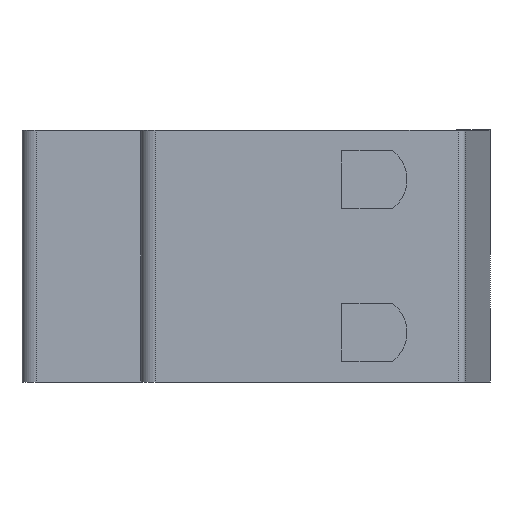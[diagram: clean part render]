
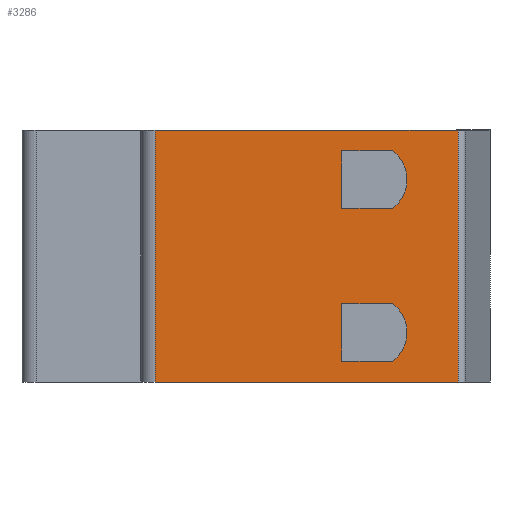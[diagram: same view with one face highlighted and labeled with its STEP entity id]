
A CAD part, left-side view. The second image highlights one B-rep face of the part: STEP entity #3286.
In plain terms, the highlighted planar face has unit normal (-1, 0, 0).
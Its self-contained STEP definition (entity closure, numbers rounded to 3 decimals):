
#28 = VECTOR ( 'NONE', #723, 1000. ) ;
#68 = VERTEX_POINT ( 'NONE', #1261 ) ;
#92 = ORIENTED_EDGE ( 'NONE', *, *, #626, .T. ) ;
#151 = DIRECTION ( 'NONE',  ( 0., 1., 0. ) ) ;
#181 = LINE ( 'NONE', #853, #3118 ) ;
#237 = VECTOR ( 'NONE', #1929, 1000. ) ;
#269 = VERTEX_POINT ( 'NONE', #2009 ) ;
#467 = CIRCLE ( 'NONE', #1063, 5. ) ;
#479 = CARTESIAN_POINT ( 'NONE',  ( -42.5, -0.577, 14.6 ) ) ;
#484 = LINE ( 'NONE', #1933, #3043 ) ;
#511 = DIRECTION ( 'NONE',  ( 0., 0., 1. ) ) ;
#535 = EDGE_CURVE ( 'NONE', #68, #1226, #484, .T. ) ;
#549 = VERTEX_POINT ( 'NONE', #2323 ) ;
#597 = EDGE_CURVE ( 'NONE', #3398, #1754, #181, .T. ) ;
#626 = EDGE_CURVE ( 'NONE', #269, #2153, #3104, .T. ) ;
#723 = DIRECTION ( 'NONE',  ( 0., 1., 0. ) ) ;
#744 = CARTESIAN_POINT ( 'NONE',  ( -42.5, -0.577, 6.6 ) ) ;
#768 = CIRCLE ( 'NONE', #2910, 5. ) ;
#835 = LINE ( 'NONE', #2358, #4167 ) ;
#853 = CARTESIAN_POINT ( 'NONE',  ( -42.5, -0.577, -17.5 ) ) ;
#944 = CARTESIAN_POINT ( 'NONE',  ( -42.5, -0.577, -17.5 ) ) ;
#1042 = EDGE_CURVE ( 'NONE', #2153, #1091, #4062, .T. ) ;
#1049 = VERTEX_POINT ( 'NONE', #4200 ) ;
#1063 = AXIS2_PLACEMENT_3D ( 'NONE', #2749, #3457, #4138 ) ;
#1091 = VERTEX_POINT ( 'NONE', #3854 ) ;
#1093 = PLANE ( 'NONE',  #3587 ) ;
#1202 = DIRECTION ( 'NONE',  ( 0., 0., 1. ) ) ;
#1220 = ORIENTED_EDGE ( 'NONE', *, *, #2318, .T. ) ;
#1226 = VERTEX_POINT ( 'NONE', #1409 ) ;
#1261 = CARTESIAN_POINT ( 'NONE',  ( -42.5, 8.53, -14.6 ) ) ;
#1304 = EDGE_CURVE ( 'NONE', #2936, #3398, #2976, .T. ) ;
#1308 = DIRECTION ( 'NONE',  ( 0., -1., 0. ) ) ;
#1387 = LINE ( 'NONE', #944, #1836 ) ;
#1403 = DIRECTION ( 'NONE',  ( 0., -1., 0. ) ) ;
#1409 = CARTESIAN_POINT ( 'NONE',  ( -42.5, 15.6, -14.6 ) ) ;
#1411 = CARTESIAN_POINT ( 'NONE',  ( -42.5, -0.577, 17.5 ) ) ;
#1463 = CARTESIAN_POINT ( 'NONE',  ( -42.5, 11.53, 10.6 ) ) ;
#1503 = DIRECTION ( 'NONE',  ( 0., 0., -1. ) ) ;
#1648 = LINE ( 'NONE', #3111, #1685 ) ;
#1685 = VECTOR ( 'NONE', #4176, 1000. ) ;
#1702 = ORIENTED_EDGE ( 'NONE', *, *, #2718, .T. ) ;
#1754 = VERTEX_POINT ( 'NONE', #3442 ) ;
#1778 = ORIENTED_EDGE ( 'NONE', *, *, #535, .T. ) ;
#1836 = VECTOR ( 'NONE', #3897, 1000. ) ;
#1929 = DIRECTION ( 'NONE',  ( 0., -1., 0. ) ) ;
#1933 = CARTESIAN_POINT ( 'NONE',  ( -42.5, -0.577, -14.6 ) ) ;
#1956 = EDGE_CURVE ( 'NONE', #2936, #2391, #2036, .T. ) ;
#2009 = CARTESIAN_POINT ( 'NONE',  ( -42.5, 15.6, 6.6 ) ) ;
#2036 = LINE ( 'NONE', #3157, #2142 ) ;
#2130 = VECTOR ( 'NONE', #1202, 1000. ) ;
#2142 = VECTOR ( 'NONE', #3842, 1000. ) ;
#2153 = VERTEX_POINT ( 'NONE', #3013 ) ;
#2233 = ORIENTED_EDGE ( 'NONE', *, *, #3202, .T. ) ;
#2261 = DIRECTION ( 'NONE',  ( 1., 0., 0. ) ) ;
#2287 = VECTOR ( 'NONE', #1503, 1000. ) ;
#2318 = EDGE_CURVE ( 'NONE', #1049, #68, #467, .T. ) ;
#2323 = CARTESIAN_POINT ( 'NONE',  ( -42.5, 8.53, 6.6 ) ) ;
#2358 = CARTESIAN_POINT ( 'NONE',  ( -42.5, 15.6, -17.5 ) ) ;
#2391 = VERTEX_POINT ( 'NONE', #1411 ) ;
#2403 = CARTESIAN_POINT ( 'NONE',  ( -42.5, 15.6, -17.5 ) ) ;
#2439 = EDGE_CURVE ( 'NONE', #1091, #549, #768, .T. ) ;
#2471 = VERTEX_POINT ( 'NONE', #2626 ) ;
#2482 = EDGE_LOOP ( 'NONE', ( #2233, #1220, #1778, #4553 ) ) ;
#2517 = FACE_BOUND ( 'NONE', #2482, .T. ) ;
#2626 = CARTESIAN_POINT ( 'NONE',  ( -42.5, 15.6, -6.6 ) ) ;
#2718 = EDGE_CURVE ( 'NONE', #1754, #2391, #1387, .T. ) ;
#2749 = CARTESIAN_POINT ( 'NONE',  ( -42.5, 11.53, -10.6 ) ) ;
#2791 = ORIENTED_EDGE ( 'NONE', *, *, #1304, .T. ) ;
#2874 = DIRECTION ( 'NONE',  ( -1., 0., 0. ) ) ;
#2910 = AXIS2_PLACEMENT_3D ( 'NONE', #1463, #2261, #4289 ) ;
#2936 = VERTEX_POINT ( 'NONE', #4011 ) ;
#2976 = LINE ( 'NONE', #3987, #2287 ) ;
#2983 = EDGE_CURVE ( 'NONE', #1226, #2471, #835, .T. ) ;
#3013 = CARTESIAN_POINT ( 'NONE',  ( -42.5, 15.6, 14.6 ) ) ;
#3043 = VECTOR ( 'NONE', #151, 1000. ) ;
#3061 = CARTESIAN_POINT ( 'NONE',  ( -42.5, 41.5, -17.5 ) ) ;
#3104 = LINE ( 'NONE', #2403, #2130 ) ;
#3111 = CARTESIAN_POINT ( 'NONE',  ( -42.5, -0.577, -6.6 ) ) ;
#3118 = VECTOR ( 'NONE', #1308, 1000. ) ;
#3155 = ORIENTED_EDGE ( 'NONE', *, *, #597, .T. ) ;
#3157 = CARTESIAN_POINT ( 'NONE',  ( -42.5, 25.038, 17.5 ) ) ;
#3202 = EDGE_CURVE ( 'NONE', #2471, #1049, #1648, .T. ) ;
#3226 = ORIENTED_EDGE ( 'NONE', *, *, #2439, .T. ) ;
#3286 = ADVANCED_FACE ( 'NONE', ( #3977, #3955, #2517 ), #1093, .T. ) ;
#3398 = VERTEX_POINT ( 'NONE', #3061 ) ;
#3417 = ORIENTED_EDGE ( 'NONE', *, *, #1956, .F. ) ;
#3442 = CARTESIAN_POINT ( 'NONE',  ( -42.5, -0.577, -17.5 ) ) ;
#3457 = DIRECTION ( 'NONE',  ( 1., 0., 0. ) ) ;
#3587 = AXIS2_PLACEMENT_3D ( 'NONE', #4635, #2874, #1403 ) ;
#3759 = EDGE_LOOP ( 'NONE', ( #3417, #2791, #3155, #1702 ) ) ;
#3830 = ORIENTED_EDGE ( 'NONE', *, *, #1042, .T. ) ;
#3842 = DIRECTION ( 'NONE',  ( 0., -1., 0. ) ) ;
#3854 = CARTESIAN_POINT ( 'NONE',  ( -42.5, 8.53, 14.6 ) ) ;
#3897 = DIRECTION ( 'NONE',  ( 0., 0., 1. ) ) ;
#3955 = FACE_BOUND ( 'NONE', #4319, .T. ) ;
#3977 = FACE_OUTER_BOUND ( 'NONE', #3759, .T. ) ;
#3987 = CARTESIAN_POINT ( 'NONE',  ( -42.5, 41.5, -17.5 ) ) ;
#4011 = CARTESIAN_POINT ( 'NONE',  ( -42.5, 41.5, 17.5 ) ) ;
#4062 = LINE ( 'NONE', #479, #237 ) ;
#4138 = DIRECTION ( 'NONE',  ( 0., 0., 1. ) ) ;
#4167 = VECTOR ( 'NONE', #511, 1000. ) ;
#4176 = DIRECTION ( 'NONE',  ( 0., -1., 0. ) ) ;
#4200 = CARTESIAN_POINT ( 'NONE',  ( -42.5, 8.53, -6.6 ) ) ;
#4203 = ORIENTED_EDGE ( 'NONE', *, *, #4415, .T. ) ;
#4289 = DIRECTION ( 'NONE',  ( 0., 0., 1. ) ) ;
#4319 = EDGE_LOOP ( 'NONE', ( #92, #3830, #3226, #4203 ) ) ;
#4354 = LINE ( 'NONE', #744, #28 ) ;
#4415 = EDGE_CURVE ( 'NONE', #549, #269, #4354, .T. ) ;
#4553 = ORIENTED_EDGE ( 'NONE', *, *, #2983, .T. ) ;
#4635 = CARTESIAN_POINT ( 'NONE',  ( -42.5, -0.577, -17.5 ) ) ;
